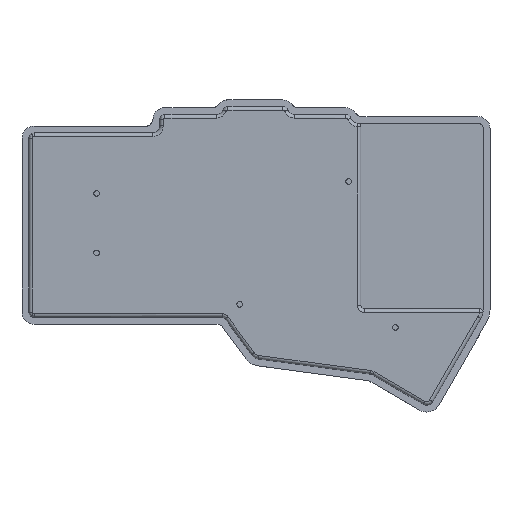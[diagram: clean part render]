
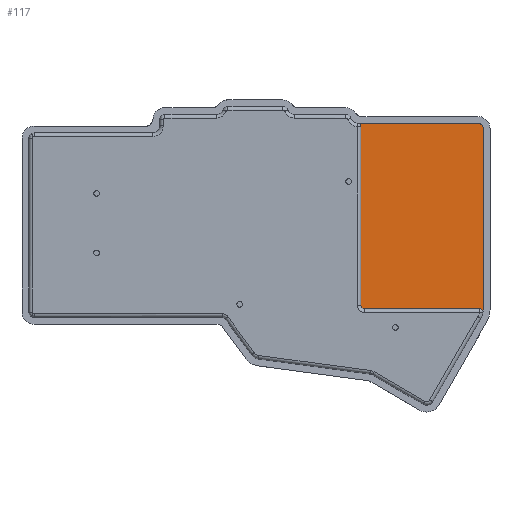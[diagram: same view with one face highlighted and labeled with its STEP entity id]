
A CAD part, top view. The second image highlights one B-rep face of the part: STEP entity #117.
In plain terms, the highlighted planar face has unit normal (0, 0, 1).
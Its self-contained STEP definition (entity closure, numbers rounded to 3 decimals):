
#117=ADVANCED_FACE('',(#313),#2968,.T.);
#313=FACE_OUTER_BOUND('',#514,.T.);
#514=EDGE_LOOP('',(#1018,#1019,#1020,#1021,#1022,#1023,#1024,#1025,#1026,
#1027));
#1018=ORIENTED_EDGE('',*,*,#1785,.T.);
#1019=ORIENTED_EDGE('',*,*,#1787,.T.);
#1020=ORIENTED_EDGE('',*,*,#1789,.T.);
#1021=ORIENTED_EDGE('',*,*,#1792,.F.);
#1022=ORIENTED_EDGE('',*,*,#1795,.F.);
#1023=ORIENTED_EDGE('',*,*,#1820,.T.);
#1024=ORIENTED_EDGE('',*,*,#1851,.T.);
#1025=ORIENTED_EDGE('',*,*,#1809,.T.);
#1026=ORIENTED_EDGE('',*,*,#1778,.T.);
#1027=ORIENTED_EDGE('',*,*,#1783,.F.);
#1778=EDGE_CURVE('',#2685,#2684,#2147,.T.);
#1783=EDGE_CURVE('',#2688,#2684,#2149,.T.);
#1785=EDGE_CURVE('',#2688,#2689,#2334,.T.);
#1787=EDGE_CURVE('',#2689,#2690,#2150,.T.);
#1789=EDGE_CURVE('',#2690,#2691,#2337,.T.);
#1792=EDGE_CURVE('',#2692,#2691,#2152,.T.);
#1795=EDGE_CURVE('',#2695,#2692,#2153,.T.);
#1809=EDGE_CURVE('',#2710,#2685,#2354,.T.);
#1820=EDGE_CURVE('',#2695,#2721,#2365,.T.);
#1851=EDGE_CURVE('',#2721,#2710,#2172,.T.);
#2147=(
BOUNDED_CURVE()
B_SPLINE_CURVE(2,(#6162,#6163,#6164),.UNSPECIFIED.,.F.,.F.)
B_SPLINE_CURVE_WITH_KNOTS((3,3),(-0.069,0.),.UNSPECIFIED.)
CURVE()
GEOMETRIC_REPRESENTATION_ITEM()
RATIONAL_B_SPLINE_CURVE((1.,1.,1.))
REPRESENTATION_ITEM('')
);
#2149=(
BOUNDED_CURVE()
B_SPLINE_CURVE(2,(#6174,#6175,#6176),.UNSPECIFIED.,.F.,.F.)
B_SPLINE_CURVE_WITH_KNOTS((3,3),(0.,1.536),.UNSPECIFIED.)
CURVE()
GEOMETRIC_REPRESENTATION_ITEM()
RATIONAL_B_SPLINE_CURVE((1.,0.719,1.))
REPRESENTATION_ITEM('')
);
#2150=(
BOUNDED_CURVE()
B_SPLINE_CURVE(2,(#6183,#6184,#6185),.UNSPECIFIED.,.F.,.F.)
B_SPLINE_CURVE_WITH_KNOTS((3,3),(-1.571,0.),.UNSPECIFIED.)
CURVE()
GEOMETRIC_REPRESENTATION_ITEM()
RATIONAL_B_SPLINE_CURVE((1.,0.707,1.))
REPRESENTATION_ITEM('')
);
#2152=(
BOUNDED_CURVE()
B_SPLINE_CURVE(2,(#6197,#6198,#6199,#6200,#6201),.UNSPECIFIED.,.F.,.F.)
B_SPLINE_CURVE_WITH_KNOTS((3,2,3),(0.,0.878,1.757),
 .UNSPECIFIED.)
CURVE()
GEOMETRIC_REPRESENTATION_ITEM()
RATIONAL_B_SPLINE_CURVE((1.,0.905,1.,0.905,1.))
REPRESENTATION_ITEM('')
);
#2153=(
BOUNDED_CURVE()
B_SPLINE_CURVE(2,(#6206,#6207,#6208),.UNSPECIFIED.,.F.,.F.)
B_SPLINE_CURVE_WITH_KNOTS((3,3),(0.,0.93),.UNSPECIFIED.)
CURVE()
GEOMETRIC_REPRESENTATION_ITEM()
RATIONAL_B_SPLINE_CURVE((1.,0.996,1.))
REPRESENTATION_ITEM('')
);
#2172=(
BOUNDED_CURVE()
B_SPLINE_CURVE(2,(#6339,#6340,#6341),.UNSPECIFIED.,.F.,.F.)
B_SPLINE_CURVE_WITH_KNOTS((3,3),(-2.356,0.),.UNSPECIFIED.)
CURVE()
GEOMETRIC_REPRESENTATION_ITEM()
RATIONAL_B_SPLINE_CURVE((1.,0.707,1.))
REPRESENTATION_ITEM('')
);
#2334=B_SPLINE_CURVE_WITH_KNOTS('',1,(#6179,#6180),.UNSPECIFIED.,.F.,.F.,
(2,2),(-51.002,0.),.UNSPECIFIED.);
#2337=B_SPLINE_CURVE_WITH_KNOTS('',1,(#6188,#6189),.UNSPECIFIED.,.F.,.F.,
(2,2),(-32.931,0.),.UNSPECIFIED.);
#2354=B_SPLINE_CURVE_WITH_KNOTS('',1,(#6235,#6236),.UNSPECIFIED.,.F.,.F.,
(2,2),(-34.396,0.),.UNSPECIFIED.);
#2365=B_SPLINE_CURVE_WITH_KNOTS('',1,(#6257,#6258),.UNSPECIFIED.,.F.,.F.,
(2,2),(0.,51.76),.UNSPECIFIED.);
#2684=VERTEX_POINT('',#5390);
#2685=VERTEX_POINT('',#5391);
#2688=VERTEX_POINT('',#5394);
#2689=VERTEX_POINT('',#5395);
#2690=VERTEX_POINT('',#5396);
#2691=VERTEX_POINT('',#5397);
#2692=VERTEX_POINT('',#5398);
#2695=VERTEX_POINT('',#5401);
#2710=VERTEX_POINT('',#5416);
#2721=VERTEX_POINT('',#5427);
#2968=PLANE('',#3201);
#3201=AXIS2_PLACEMENT_3D('',#4645,#3341,$);
#3341=DIRECTION('',(0.,0.,1.));
#4645=CARTESIAN_POINT('',(199.715,-61.597,-8.));
#5390=CARTESIAN_POINT('',(160.032,-67.135,-8.));
#5391=CARTESIAN_POINT('',(160.101,-67.136,-8.));
#5394=CARTESIAN_POINT('',(160.997,-68.135,-8.));
#5395=CARTESIAN_POINT('',(160.997,-119.136,-8.));
#5396=CARTESIAN_POINT('',(161.997,-120.136,-8.));
#5397=CARTESIAN_POINT('',(194.928,-120.136,-8.));
#5398=CARTESIAN_POINT('',(195.911,-121.321,-8.));
#5401=CARTESIAN_POINT('',(195.997,-120.397,-8.));
#5416=CARTESIAN_POINT('',(194.497,-67.136,-8.));
#5427=CARTESIAN_POINT('',(195.997,-68.636,-8.));
#6162=CARTESIAN_POINT('',(160.101,-67.136,-8.));
#6163=CARTESIAN_POINT('',(160.067,-67.136,-8.));
#6164=CARTESIAN_POINT('',(160.032,-67.135,-8.));
#6174=CARTESIAN_POINT('',(160.997,-68.135,-8.));
#6175=CARTESIAN_POINT('',(160.997,-67.169,-8.));
#6176=CARTESIAN_POINT('',(160.032,-67.135,-8.));
#6179=CARTESIAN_POINT('',(160.997,-68.135,-8.));
#6180=CARTESIAN_POINT('',(160.997,-119.136,-8.));
#6183=CARTESIAN_POINT('',(160.997,-119.136,-8.));
#6184=CARTESIAN_POINT('',(160.997,-120.136,-8.));
#6185=CARTESIAN_POINT('',(161.997,-120.136,-8.));
#6188=CARTESIAN_POINT('',(161.997,-120.136,-8.));
#6189=CARTESIAN_POINT('',(194.928,-120.136,-8.));
#6197=CARTESIAN_POINT('',(195.911,-121.321,-8.));
#6198=CARTESIAN_POINT('',(195.998,-120.86,-8.));
#6199=CARTESIAN_POINT('',(195.698,-120.498,-8.));
#6200=CARTESIAN_POINT('',(195.398,-120.136,-8.));
#6201=CARTESIAN_POINT('',(194.928,-120.136,-8.));
#6206=CARTESIAN_POINT('',(195.997,-120.397,-8.));
#6207=CARTESIAN_POINT('',(195.997,-120.863,-8.));
#6208=CARTESIAN_POINT('',(195.911,-121.321,-8.));
#6235=CARTESIAN_POINT('',(194.497,-67.136,-8.));
#6236=CARTESIAN_POINT('',(160.101,-67.136,-8.));
#6257=CARTESIAN_POINT('',(195.997,-120.397,-8.));
#6258=CARTESIAN_POINT('',(195.997,-68.636,-8.));
#6339=CARTESIAN_POINT('',(195.997,-68.636,-8.));
#6340=CARTESIAN_POINT('',(195.997,-67.136,-8.));
#6341=CARTESIAN_POINT('',(194.497,-67.136,-8.));
